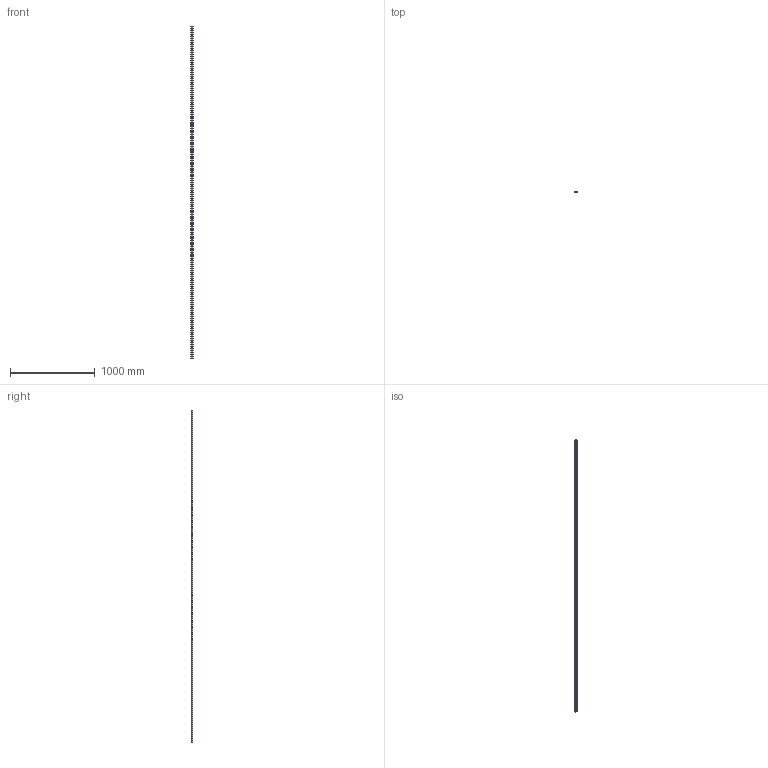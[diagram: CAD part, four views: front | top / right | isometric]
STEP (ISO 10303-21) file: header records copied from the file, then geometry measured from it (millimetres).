
FILE_DESCRIPTION (( 'STEP AP214' ), '1' );
FILE_NAME ('S-LBX 30-3920.STEP', '2023-11-14T12:06:14', ( '' ), ( '' ), 'SwSTEP 2.0', 'SolidWorks 2020', '' );
FILE_SCHEMA (( 'AUTOMOTIVE_DESIGN' ));
Length unit declared in the file: millimetre
Products named in the file (1): S-LBX 30-3920
Bounding box: 29.5 x 15 x 3920 mm (x, y, z)
Volume: 448468.1 mm3; surface area: 381471.9 mm2
Topology: 1 solids, 1 shells, 269 faces, 801 edges, 534 vertices
Faces by surface type: cylinder 157, plane 112
Entity records: 9379 total; most frequent: DIRECTION 1655, CARTESIAN_POINT 1605, ORIENTED_EDGE 1602, EDGE_CURVE 801, AXIS2_PLACEMENT_3D 584, VERTEX_POINT 534, LINE 487, VECTOR 487
